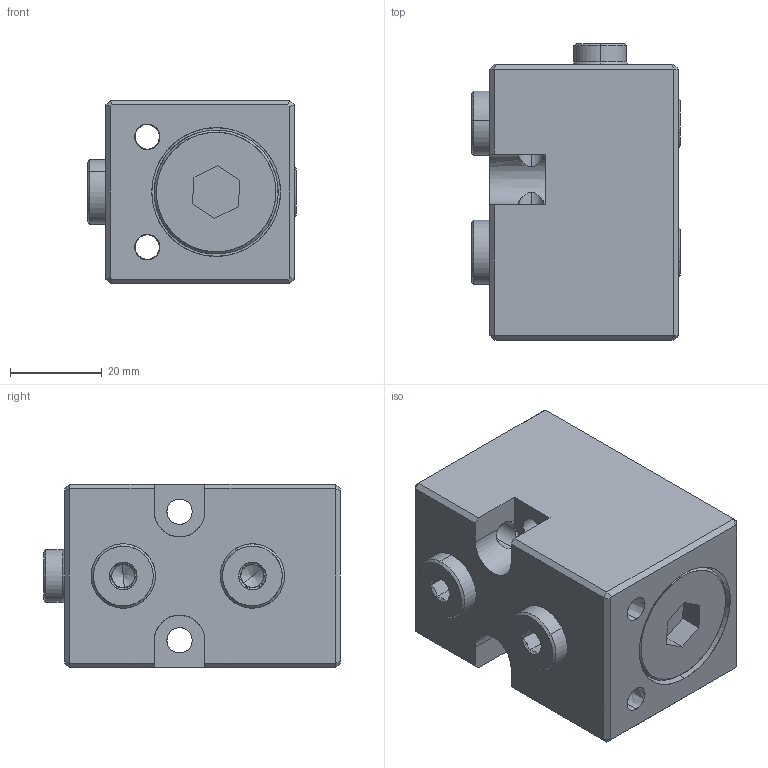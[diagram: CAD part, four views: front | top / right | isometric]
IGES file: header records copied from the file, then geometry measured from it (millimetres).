
Start section: SolidWorks IGES file using analytic representation for surfaces
Global section: file name: MVI-CBC201220.igs; native system: SolidWorks 2023; preprocessor: SolidWorks 2023; author: Movai; date: 240119.113133; units: millimetre
Bounding box: 45.48 x 64.58 x 40 mm (x, y, z)
Surface area: 26593.1 mm2 (no closed solid volume)
Topology: 0 solids, 0 shells, 507 faces, 7288 edges, 7276 vertices
Faces by surface type: bspline 353, revolution 154
